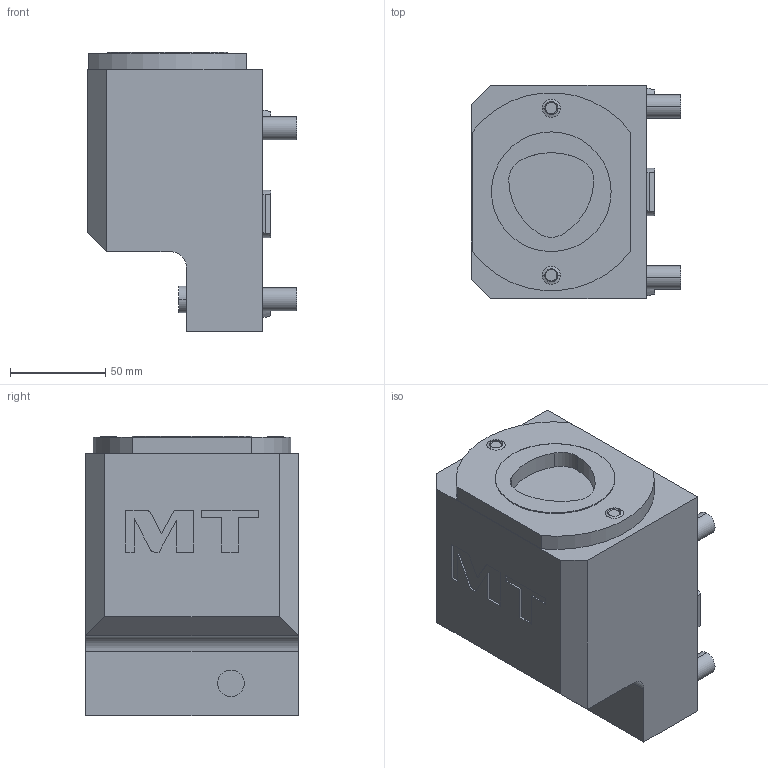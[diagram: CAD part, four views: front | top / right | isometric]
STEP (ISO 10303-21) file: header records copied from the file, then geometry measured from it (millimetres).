
FILE_DESCRIPTION((''),'2;1');
FILE_NAME('DWO3636010_CONF','2023-04-20T10:08:53',('gvalli'),('M.T. srl'),'CREO PARAMETRIC BY PTC INC, 2021072','CREO PARAMETRIC BY PTC INC, 2021072','');
FILE_SCHEMA(('CONFIG_CONTROL_DESIGN'));
Length unit declared in the file: millimetre
Products named in the file (1): DWO3636010_CONF
Bounding box: 110 x 112 x 147 mm (x, y, z)
Volume: 1231228.1 mm3; surface area: 78657.5 mm2
Topology: 1 solids, 1 shells, 105 faces, 259 edges, 172 vertices
Faces by surface type: plane 66, cylinder 29, sphere 4, cone 4, extrusion 2
Entity records: 3160 total; most frequent: CARTESIAN_POINT 583, DIRECTION 525, ORIENTED_EDGE 518, EDGE_CURVE 259, AXIS2_PLACEMENT_3D 181, VERTEX_POINT 172, VECTOR 163, LINE 161
